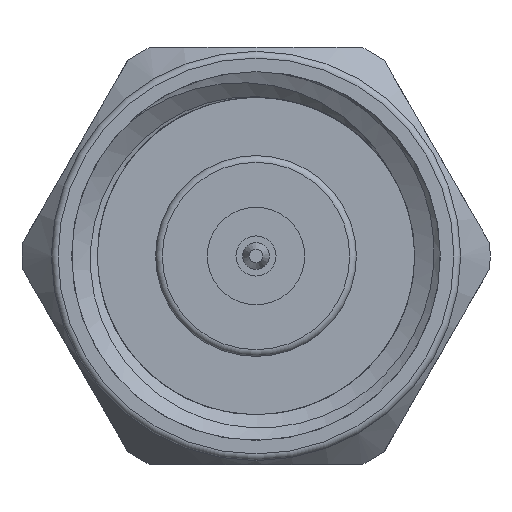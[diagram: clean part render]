
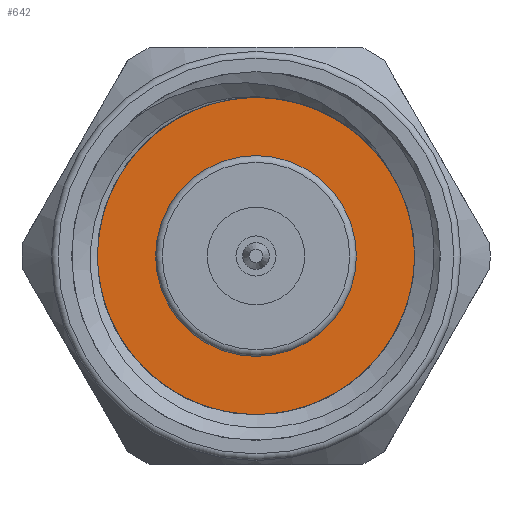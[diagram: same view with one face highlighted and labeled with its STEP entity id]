
A CAD part, left-side view. The second image highlights one B-rep face of the part: STEP entity #642.
In plain terms, the highlighted planar face has unit normal (-1, 0, 0).
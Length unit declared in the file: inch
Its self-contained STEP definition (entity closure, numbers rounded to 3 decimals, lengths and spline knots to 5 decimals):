
#424 = ORIENTED_EDGE ( 'NONE', *, *, #1601, .T. ) ;
#508 = EDGE_CURVE ( 'NONE', #1358, #1358, #1836, .T. ) ;
#642 = ADVANCED_FACE ( 'NONE', ( #2057, #2847 ), #1252, .T. ) ;
#840 = DIRECTION ( 'NONE',  ( 0., 0., 1. ) ) ;
#956 = DIRECTION ( 'NONE',  ( 0., 0., 1. ) ) ;
#1033 = CARTESIAN_POINT ( 'NONE',  ( 0.3, 0., 0. ) ) ;
#1252 = PLANE ( 'NONE',  #2135 ) ;
#1358 = VERTEX_POINT ( 'NONE', #1759 ) ;
#1464 = DIRECTION ( 'NONE',  ( 0., 0., 1. ) ) ;
#1514 = EDGE_LOOP ( 'NONE', ( #424 ) ) ;
#1600 = AXIS2_PLACEMENT_3D ( 'NONE', #2472, #2267, #840 ) ;
#1601 = EDGE_CURVE ( 'NONE', #2048, #2048, #1936, .T. ) ;
#1647 = CARTESIAN_POINT ( 'NONE',  ( 0.3, 0., 0. ) ) ;
#1678 = DIRECTION ( 'NONE',  ( -1., 0., 0. ) ) ;
#1759 = CARTESIAN_POINT ( 'NONE',  ( 0.3, 0., 0.075 ) ) ;
#1836 = CIRCLE ( 'NONE', #1967, 0.075 ) ;
#1886 = DIRECTION ( 'NONE',  ( -1., 0., 0. ) ) ;
#1936 = CIRCLE ( 'NONE', #1600, 0.1378 ) ;
#1967 = AXIS2_PLACEMENT_3D ( 'NONE', #1647, #1886, #956 ) ;
#1979 = CARTESIAN_POINT ( 'NONE',  ( 0.3, 0., 0.1378 ) ) ;
#2048 = VERTEX_POINT ( 'NONE', #1979 ) ;
#2057 = FACE_BOUND ( 'NONE', #2524, .T. ) ;
#2135 = AXIS2_PLACEMENT_3D ( 'NONE', #1033, #1678, #1464 ) ;
#2267 = DIRECTION ( 'NONE',  ( -1., 0., 0. ) ) ;
#2472 = CARTESIAN_POINT ( 'NONE',  ( 0.3, 0., 0. ) ) ;
#2524 = EDGE_LOOP ( 'NONE', ( #2850 ) ) ;
#2847 = FACE_OUTER_BOUND ( 'NONE', #1514, .T. ) ;
#2850 = ORIENTED_EDGE ( 'NONE', *, *, #508, .F. ) ;
